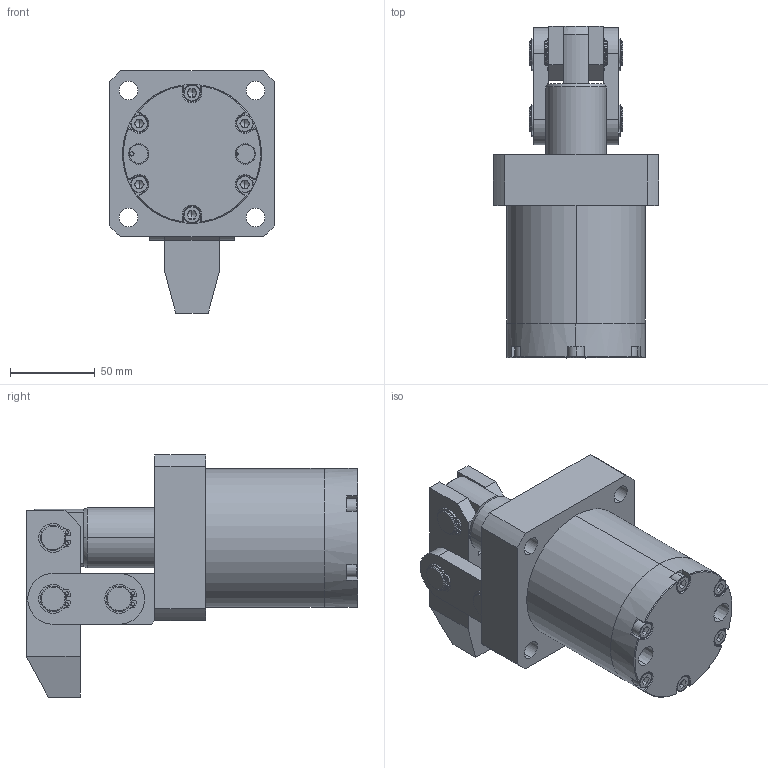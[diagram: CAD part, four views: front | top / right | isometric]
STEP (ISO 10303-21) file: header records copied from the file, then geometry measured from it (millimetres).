
FILE_DESCRIPTION (( 'STEP AP214' ), '1' );
FILE_NAME ('CHLC-FA63話裝宒蚐揤詰.STEP', '2019-04-20T01:51:36', ( '' ), ( '' ), 'SwSTEP 2.0', 'SolidWorks 2016', '' );
FILE_SCHEMA (( 'AUTOMOTIVE_DESIGN' ));
Length unit declared in the file: millimetre
Products named in the file (10): CHLC-63-05; CHLC-63-04; CHLC-63-03; CHLC-FA63綴裔; CHLC-FA63掛极; CHLC-63-01; CHLC-FA63話裝宒蚐揤詰; CHLC-63-02; CHLC-63-07; socket head cap screw_is_IS 2269 - M6 x 30-C
Assembly tree (21 placements, depth 2):
  CHLC-FA63話裝宒蚐揤詰
    CHLC-63-01
    CHLC-FA63掛极
    CHLC-FA63綴裔
    CHLC-63-03  x2
    CHLC-63-04  x2
    CHLC-63-05
    CHLC-63-02
    socket head cap screw_is_IS 2269 - M6 x 30-C  x6
    CHLC-63-07  x6
Bounding box: 98 x 196 x 143 mm (x, y, z)
Volume: 825248.3 mm3; surface area: 159833.8 mm2
Topology: 21 solids, 21 shells, 610 faces, 1462 edges, 911 vertices
Faces by surface type: cylinder 261, plane 232, cone 91, bspline 26
Entity records: 12161 total; most frequent: CARTESIAN_POINT 1799, DIRECTION 1753, ORIENTED_EDGE 1496, EDGE_CURVE 748, AXIS2_PLACEMENT_3D 692, VERTEX_POINT 476, EDGE_LOOP 388, VECTOR 369
